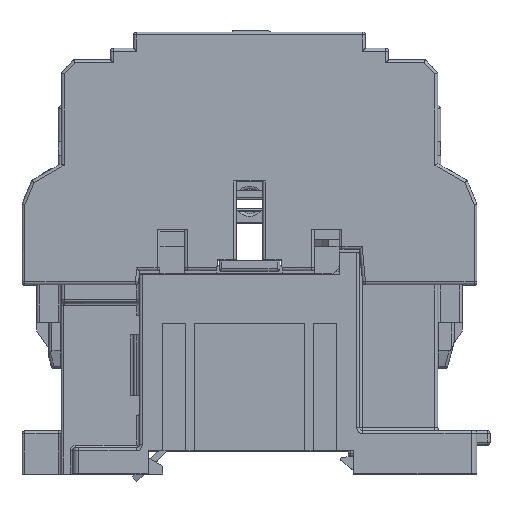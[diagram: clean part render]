
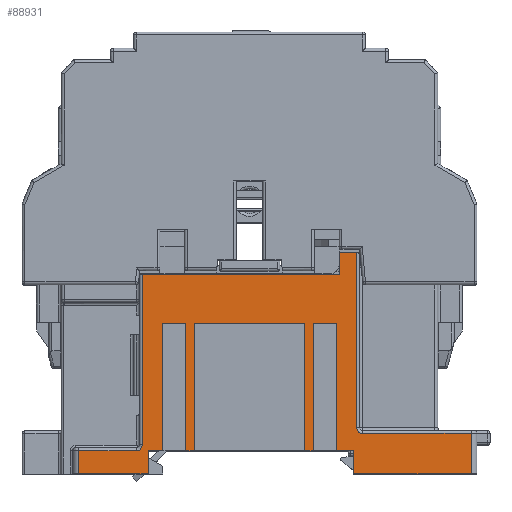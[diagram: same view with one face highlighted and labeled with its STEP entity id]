
A CAD part, top view. The second image highlights one B-rep face of the part: STEP entity #88931.
In plain terms, the highlighted face is planar.
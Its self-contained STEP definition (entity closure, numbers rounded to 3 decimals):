
#71304=DIRECTION('',(0.,0.,-1.));
#71305=VECTOR('',#71304,22.);
#71306=CARTESIAN_POINT('',(9.5,-22.35,26.));
#71307=LINE('',#71306,#71305);
#71318=DIRECTION('',(-1.,0.,0.));
#71319=VECTOR('',#71318,19.);
#71320=CARTESIAN_POINT('',(9.5,-22.35,26.));
#71321=LINE('',#71320,#71319);
#71325=DIRECTION('',(0.,0.,-1.));
#71326=VECTOR('',#71325,22.);
#71327=CARTESIAN_POINT('',(-9.5,-22.35,26.));
#71328=LINE('',#71327,#71326);
#71332=DIRECTION('',(-1.,0.,0.));
#71333=VECTOR('',#71332,1.5);
#71334=CARTESIAN_POINT('',(-9.5,-22.35,4.));
#71335=LINE('',#71334,#71333);
#71339=DIRECTION('',(0.,0.,1.));
#71340=VECTOR('',#71339,22.);
#71341=CARTESIAN_POINT('',(-11.,-22.35,4.));
#71342=LINE('',#71341,#71340);
#71346=DIRECTION('',(-1.,0.,0.));
#71347=VECTOR('',#71346,2.5);
#71348=CARTESIAN_POINT('',(-15.,-22.35,4.));
#71349=LINE('',#71348,#71347);
#71353=DIRECTION('',(0.,0.,-1.));
#71354=VECTOR('',#71353,4.);
#71355=CARTESIAN_POINT('',(-17.5,-22.35,4.));
#71356=LINE('',#71355,#71354);
#71360=CARTESIAN_POINT('',(-19.5,-22.35,5.));
#71361=DIRECTION('',(0.,-1.,0.));
#71362=DIRECTION('',(0.,0.,-1.));
#71363=AXIS2_PLACEMENT_3D('',#71360,#71361,#71362);
#71368=DIRECTION('',(0.,0.,1.));
#71369=VECTOR('',#71368,3.8);
#71370=CARTESIAN_POINT('',(15.5,-22.35,34.4));
#71371=LINE('',#71370,#71369);
#71375=CARTESIAN_POINT('',(19.5,-22.35,
8.));
#71376=DIRECTION('',(0.,-1.,0.));
#71377=DIRECTION('',(-1.,0.,0.));
#71378=AXIS2_PLACEMENT_3D('',#71375,#71376,#71377);
#71383=DIRECTION('',(-1.,0.,0.));
#71384=VECTOR('',#71383,3.);
#71385=CARTESIAN_POINT('',(18.,-22.35,4.));
#71386=LINE('',#71385,#71384);
#71390=DIRECTION('',(0.,0.,1.));
#71391=VECTOR('',#71390,22.);
#71392=CARTESIAN_POINT('',(15.,-22.35,4.));
#71393=LINE('',#71392,#71391);
#71397=DIRECTION('',(-1.,0.,0.));
#71398=VECTOR('',#71397,1.5);
#71399=CARTESIAN_POINT('',(11.,-22.35,4.));
#71400=LINE('',#71399,#71398);
#71439=DIRECTION('',(0.,0.,1.));
#71440=VECTOR('',#71439,22.);
#71441=CARTESIAN_POINT('',(-15.,-22.35,4.));
#71442=LINE('',#71441,#71440);
#71453=DIRECTION('',(1.,0.,0.));
#71454=VECTOR('',#71453,4.);
#71455=CARTESIAN_POINT('',(-15.,-22.35,26.));
#71456=LINE('',#71455,#71454);
#71708=DIRECTION('',(1.,0.,0.));
#71709=VECTOR('',#71708,12.);
#71710=CARTESIAN_POINT('',(-29.5,-22.35,0.));
#71711=LINE('',#71710,#71709);
#72029=DIRECTION('',(-1.,0.,0.));
#72030=VECTOR('',#72029,10.);
#72031=CARTESIAN_POINT('',(-19.5,-22.35,4.));
#72032=LINE('',#72031,#72030);
#75033=DIRECTION('',(-1.,0.,0.));
#75034=VECTOR('',#75033,3.);
#75035=CARTESIAN_POINT('',(18.5,-22.35,38.2));
#75036=LINE('',#75035,#75034);
#75618=DIRECTION('',(1.,0.,0.));
#75619=VECTOR('',#75618,20.25);
#75620=CARTESIAN_POINT('',(18.,-22.35,0.));
#75621=LINE('',#75620,#75619);
#75856=DIRECTION('',(0.,0.,1.));
#75857=VECTOR('',#75856,7.);
#75858=CARTESIAN_POINT('',(38.25,-22.35,0.));
#75859=LINE('',#75858,#75857);
#75891=DIRECTION('',(-1.,0.,0.));
#75892=VECTOR('',#75891,18.75);
#75893=CARTESIAN_POINT('',(38.25,-22.35,7.));
#75894=LINE('',#75893,#75892);
#76056=DIRECTION('',(0.,0.,1.));
#76057=VECTOR('',#76056,30.2);
#76058=CARTESIAN_POINT('',(18.5,-22.35,8.));
#76059=LINE('',#76058,#76057);
#76544=DIRECTION('',(0.,0.,-1.));
#76545=VECTOR('',#76544,4.);
#76546=CARTESIAN_POINT('',(18.,-22.35,4.));
#76547=LINE('',#76546,#76545);
#76621=DIRECTION('',(-1.,0.,0.));
#76622=VECTOR('',#76621,34.);
#76623=CARTESIAN_POINT('',(15.5,-22.35,34.4));
#76624=LINE('',#76623,#76622);
#76853=DIRECTION('',(0.,0.,-1.));
#76854=VECTOR('',#76853,29.4);
#76855=CARTESIAN_POINT('',(-18.5,-22.35,34.4));
#76856=LINE('',#76855,#76854);
#80984=DIRECTION('',(0.,0.,-1.));
#80985=VECTOR('',#80984,4.);
#80986=CARTESIAN_POINT('',(-29.5,-22.35,4.));
#80987=LINE('',#80986,#80985);
#81068=DIRECTION('',(0.,0.,1.));
#81069=VECTOR('',#81068,22.);
#81070=CARTESIAN_POINT('',(11.,-22.35,4.));
#81071=LINE('',#81070,#81069);
#81082=DIRECTION('',(1.,0.,0.));
#81083=VECTOR('',#81082,4.);
#81084=CARTESIAN_POINT('',(11.,-22.35,26.));
#81085=LINE('',#81084,#81083);
#84594=CARTESIAN_POINT('',(-29.5,-22.35,0.));
#84595=VERTEX_POINT('',#84594);
#84596=CARTESIAN_POINT('',(-17.5,-22.35,0.));
#84597=VERTEX_POINT('',#84596);
#84628=CARTESIAN_POINT('',(18.,-22.35,0.));
#84629=VERTEX_POINT('',#84628);
#84630=CARTESIAN_POINT('',(38.25,-22.35,0.));
#84631=VERTEX_POINT('',#84630);
#84738=CARTESIAN_POINT('',(-19.5,-22.35,4.));
#84739=VERTEX_POINT('',#84738);
#84740=CARTESIAN_POINT('',(-29.5,-22.35,4.));
#84741=VERTEX_POINT('',#84740);
#84744=CARTESIAN_POINT('',(-18.5,-22.35,5.));
#84745=VERTEX_POINT('',#84744);
#85288=CARTESIAN_POINT('',(9.5,-22.35,4.));
#85290=VERTEX_POINT('',#85288);
#85291=CARTESIAN_POINT('',(11.,-22.35,4.));
#85292=VERTEX_POINT('',#85291);
#85297=CARTESIAN_POINT('',(15.,-22.35,4.));
#85298=VERTEX_POINT('',#85297);
#85299=CARTESIAN_POINT('',(18.,-22.35,4.));
#85300=VERTEX_POINT('',#85299);
#85373=CARTESIAN_POINT('',(-17.5,-22.35,4.));
#85374=VERTEX_POINT('',#85373);
#85375=CARTESIAN_POINT('',(-15.,-22.35,4.));
#85376=VERTEX_POINT('',#85375);
#85381=CARTESIAN_POINT('',(-11.,-22.35,4.));
#85382=VERTEX_POINT('',#85381);
#85383=CARTESIAN_POINT('',(-9.5,-22.35,4.));
#85384=VERTEX_POINT('',#85383);
#85675=CARTESIAN_POINT('',(9.5,-22.35,26.));
#85676=VERTEX_POINT('',#85675);
#85679=CARTESIAN_POINT('',(-9.5,-22.35,26.));
#85680=VERTEX_POINT('',#85679);
#85681=CARTESIAN_POINT('',(-11.,-22.35,26.));
#85682=VERTEX_POINT('',#85681);
#85683=CARTESIAN_POINT('',(-15.,-22.35,26.));
#85684=VERTEX_POINT('',#85683);
#85685=CARTESIAN_POINT('',(-18.5,-22.35,34.4));
#85686=VERTEX_POINT('',#85685);
#85687=CARTESIAN_POINT('',(15.5,-22.35,34.4));
#85688=VERTEX_POINT('',#85687);
#85689=CARTESIAN_POINT('',(15.5,-22.35,38.2));
#85690=VERTEX_POINT('',#85689);
#85691=CARTESIAN_POINT('',(18.5,-22.35,38.2));
#85692=VERTEX_POINT('',#85691);
#85693=CARTESIAN_POINT('',(18.5,-22.35,8.));
#85694=VERTEX_POINT('',#85693);
#85695=CARTESIAN_POINT('',(19.5,-22.35,
7.));
#85696=VERTEX_POINT('',#85695);
#85697=CARTESIAN_POINT('',(38.25,-22.35,7.));
#85698=VERTEX_POINT('',#85697);
#85699=CARTESIAN_POINT('',(15.,-22.35,26.));
#85700=VERTEX_POINT('',#85699);
#85701=CARTESIAN_POINT('',(11.,-22.35,26.));
#85702=VERTEX_POINT('',#85701);
#88873=CARTESIAN_POINT('',(-19.,-22.35,0.));
#88874=DIRECTION('',(0.,-1.,0.));
#88875=DIRECTION('',(1.,0.,0.));
#88876=AXIS2_PLACEMENT_3D('',#88873,#88874,#88875);
#88877=PLANE('',#88876);
#88878=ORIENTED_EDGE('',*,*,#88865,.F.);
#88880=ORIENTED_EDGE('',*,*,#88879,.T.);
#88882=ORIENTED_EDGE('',*,*,#88881,.T.);
#88883=ORIENTED_EDGE('',*,*,#88639,.T.);
#88885=ORIENTED_EDGE('',*,*,#88884,.T.);
#88887=ORIENTED_EDGE('',*,*,#88886,.F.);
#88889=ORIENTED_EDGE('',*,*,#88888,.F.);
#88890=ORIENTED_EDGE('',*,*,#88631,.T.);
#88892=ORIENTED_EDGE('',*,*,#88891,.T.);
#88894=ORIENTED_EDGE('',*,*,#88893,.F.);
#88896=ORIENTED_EDGE('',*,*,#88895,.F.);
#88898=ORIENTED_EDGE('',*,*,#88897,.F.);
#88900=ORIENTED_EDGE('',*,*,#88899,.T.);
#88902=ORIENTED_EDGE('',*,*,#88901,.F.);
#88904=ORIENTED_EDGE('',*,*,#88903,.F.);
#88906=ORIENTED_EDGE('',*,*,#88905,.T.);
#88908=ORIENTED_EDGE('',*,*,#88907,.F.);
#88910=ORIENTED_EDGE('',*,*,#88909,.F.);
#88912=ORIENTED_EDGE('',*,*,#88911,.T.);
#88914=ORIENTED_EDGE('',*,*,#88913,.F.);
#88916=ORIENTED_EDGE('',*,*,#88915,.F.);
#88918=ORIENTED_EDGE('',*,*,#88917,.F.);
#88920=ORIENTED_EDGE('',*,*,#88919,.F.);
#88921=ORIENTED_EDGE('',*,*,#88559,.T.);
#88923=ORIENTED_EDGE('',*,*,#88922,.T.);
#88925=ORIENTED_EDGE('',*,*,#88924,.F.);
#88927=ORIENTED_EDGE('',*,*,#88926,.F.);
#88928=ORIENTED_EDGE('',*,*,#88551,.T.);
#88929=EDGE_LOOP('',(#88878,#88880,#88882,#88883,#88885,#88887,#88889,#88890,
#88892,#88894,#88896,#88898,#88900,#88902,#88904,#88906,#88908,#88910,#88912,
#88914,#88916,#88918,#88920,#88921,#88923,#88925,#88927,#88928));
#88930=FACE_OUTER_BOUND('',#88929,.F.);
#71364=CIRCLE('',#71363,1.);
#71379=CIRCLE('',#71378,1.);
#88551=EDGE_CURVE('',#85292,#85290,#71400,.T.);
#88559=EDGE_CURVE('',#85300,#85298,#71386,.T.);
#88631=EDGE_CURVE('',#85376,#85374,#71349,.T.);
#88639=EDGE_CURVE('',#85384,#85382,#71335,.T.);
#88865=EDGE_CURVE('',#85676,#85290,#71307,.T.);
#88879=EDGE_CURVE('',#85676,#85680,#71321,.T.);
#88881=EDGE_CURVE('',#85680,#85384,#71328,.T.);
#88884=EDGE_CURVE('',#85382,#85682,#71342,.T.);
#88886=EDGE_CURVE('',#85684,#85682,#71456,.T.);
#88888=EDGE_CURVE('',#85376,#85684,#71442,.T.);
#88891=EDGE_CURVE('',#85374,#84597,#71356,.T.);
#88893=EDGE_CURVE('',#84595,#84597,#71711,.T.);
#88895=EDGE_CURVE('',#84741,#84595,#80987,.T.);
#88897=EDGE_CURVE('',#84739,#84741,#72032,.T.);
#88899=EDGE_CURVE('',#84739,#84745,#71364,.T.);
#88901=EDGE_CURVE('',#85686,#84745,#76856,.T.);
#88903=EDGE_CURVE('',#85688,#85686,#76624,.T.);
#88905=EDGE_CURVE('',#85688,#85690,#71371,.T.);
#88907=EDGE_CURVE('',#85692,#85690,#75036,.T.);
#88909=EDGE_CURVE('',#85694,#85692,#76059,.T.);
#88911=EDGE_CURVE('',#85694,#85696,#71379,.T.);
#88913=EDGE_CURVE('',#85698,#85696,#75894,.T.);
#88915=EDGE_CURVE('',#84631,#85698,#75859,.T.);
#88917=EDGE_CURVE('',#84629,#84631,#75621,.T.);
#88919=EDGE_CURVE('',#85300,#84629,#76547,.T.);
#88922=EDGE_CURVE('',#85298,#85700,#71393,.T.);
#88924=EDGE_CURVE('',#85702,#85700,#81085,.T.);
#88926=EDGE_CURVE('',#85292,#85702,#81071,.T.);
#88931=ADVANCED_FACE('',(#88930),#88877,.T.);
